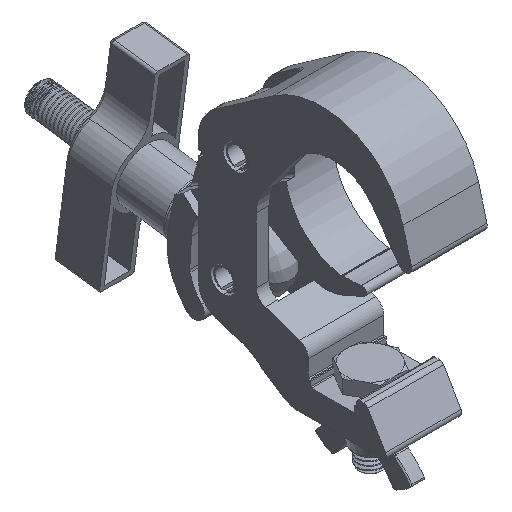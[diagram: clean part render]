
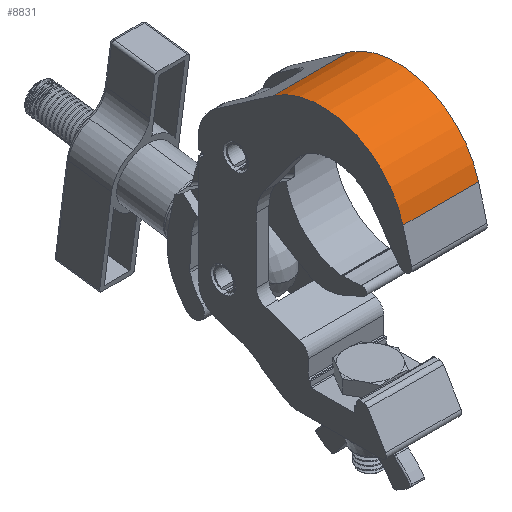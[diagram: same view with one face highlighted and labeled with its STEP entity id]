
A CAD part, isometric view. The second image highlights one B-rep face of the part: STEP entity #8831.
In plain terms, the highlighted cylindrical face has radius 33.5 mm (diameter 67 mm), a partial arc.
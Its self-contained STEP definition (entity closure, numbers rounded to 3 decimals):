
#909=FACE_OUTER_BOUND('',#1425,.T.);
#1425=EDGE_LOOP('',(#5946,#5947,#5948,#5949));
#1955=LINE('',#12718,#2508);
#2031=LINE('',#12955,#2584);
#2508=VECTOR('',#10413,30.);
#2584=VECTOR('',#10659,30.);
#3079=CIRCLE('',#9545,33.5);
#3080=CIRCLE('',#9546,33.5);
#3437=VERTEX_POINT('',#12715);
#3438=VERTEX_POINT('',#12717);
#3509=VERTEX_POINT('',#12952);
#3510=VERTEX_POINT('',#12954);
#4358=EDGE_CURVE('',#3437,#3438,#1955,.T.);
#4479=EDGE_CURVE('',#3510,#3509,#2031,.T.);
#4481=EDGE_CURVE('',#3438,#3509,#3079,.T.);
#4482=EDGE_CURVE('',#3437,#3510,#3080,.T.);
#5946=ORIENTED_EDGE('',*,*,#4481,.F.);
#5947=ORIENTED_EDGE('',*,*,#4358,.F.);
#5948=ORIENTED_EDGE('',*,*,#4482,.T.);
#5949=ORIENTED_EDGE('',*,*,#4479,.T.);
#8511=CYLINDRICAL_SURFACE('',#9544,33.5);
#8831=ADVANCED_FACE('',(#909),#8511,.T.);
#9544=AXIS2_PLACEMENT_3D('',#12957,#10661,#10662);
#9545=AXIS2_PLACEMENT_3D('',#12958,#10663,#10664);
#9546=AXIS2_PLACEMENT_3D('',#12959,#10665,#10666);
#10413=DIRECTION('',(0.,0.,-1.));
#10659=DIRECTION('',(0.,0.,-1.));
#10661=DIRECTION('center_axis',(0.,0.,-1.));
#10662=DIRECTION('ref_axis',(0.94,-0.342,0.));
#10663=DIRECTION('center_axis',(0.,0.,-1.));
#10664=DIRECTION('ref_axis',(-1.,0.,0.));
#10665=DIRECTION('center_axis',(0.,0.,-1.));
#10666=DIRECTION('ref_axis',(-1.,0.,0.));
#12715=CARTESIAN_POINT('',(73.171,-19.828,15.));
#12717=CARTESIAN_POINT('',(73.171,-19.828,-15.));
#12718=CARTESIAN_POINT('',(73.171,-19.828,15.));
#12952=CARTESIAN_POINT('',(54.4,-71.401,-15.));
#12954=CARTESIAN_POINT('',(54.4,-71.401,15.));
#12955=CARTESIAN_POINT('',(54.4,-71.401,15.));
#12957=CARTESIAN_POINT('Origin',(45.73,-39.042,16.5));
#12958=CARTESIAN_POINT('Origin',(45.73,-39.042,-15.));
#12959=CARTESIAN_POINT('Origin',(45.73,-39.042,15.));
